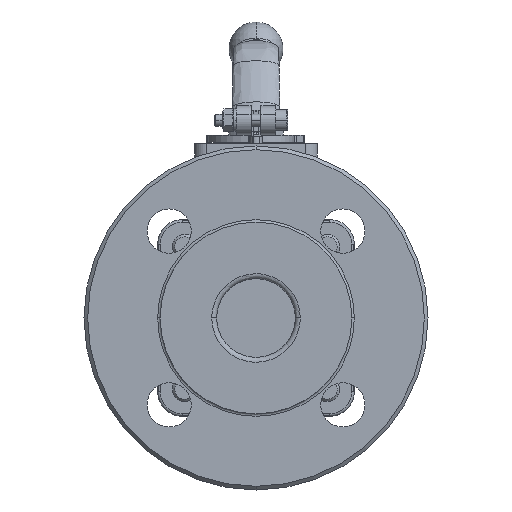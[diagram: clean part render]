
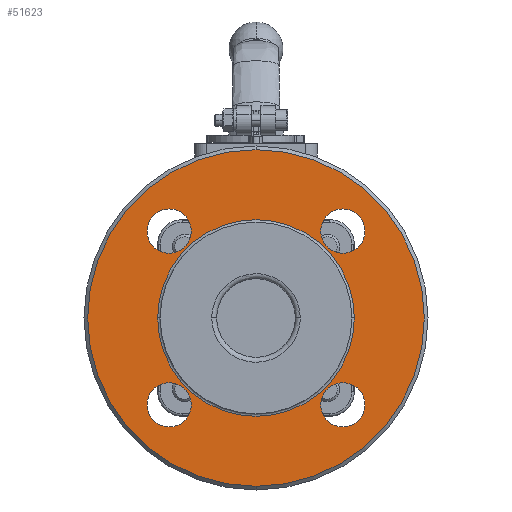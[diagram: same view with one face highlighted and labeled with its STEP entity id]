
A CAD part, left-side view. The second image highlights one B-rep face of the part: STEP entity #51623.
In plain terms, the highlighted planar face has unit normal (-1, 0, 0).
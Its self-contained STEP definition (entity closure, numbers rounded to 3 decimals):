
#27711=CARTESIAN_POINT('',(-47.,0.,68.5));
#27712=VERTEX_POINT('',#27711);
#27719=CARTESIAN_POINT('',(-47.,-0.,-68.5));
#27720=VERTEX_POINT('',#27719);
#27721=CARTESIAN_POINT('',(-47.,0.,0.));
#27722=DIRECTION('',(1.,0.,-0.));
#27723=DIRECTION('',(0.,0.,1.));
#27724=AXIS2_PLACEMENT_3D('',#27721,#27722,#27723);
#27725=CIRCLE('',#27724,68.5);
#27726=EDGE_CURVE('',#27712,#27720,#27725,.T.);
#28016=CARTESIAN_POINT('',(-47.,-26.355,35.355));
#28017=VERTEX_POINT('',#28016);
#28033=CARTESIAN_POINT('',(-47.,-44.355,35.355));
#28034=VERTEX_POINT('',#28033);
#28041=CARTESIAN_POINT('',(-47.,-35.355,35.355));
#28042=DIRECTION('',(1.,-0.,-0.));
#28043=DIRECTION('',(0.,1.,-0.));
#28044=AXIS2_PLACEMENT_3D('',#28041,#28042,#28043);
#28045=CIRCLE('',#28044,9.);
#28046=EDGE_CURVE('',#28017,#28034,#28045,.T.);
#28058=CARTESIAN_POINT('',(-47.,44.355,-35.355));
#28059=VERTEX_POINT('',#28058);
#28075=CARTESIAN_POINT('',(-47.,26.355,-35.355));
#28076=VERTEX_POINT('',#28075);
#28083=CARTESIAN_POINT('',(-47.,35.355,-35.355));
#28084=DIRECTION('',(1.,-0.,-0.));
#28085=DIRECTION('',(0.,1.,-0.));
#28086=AXIS2_PLACEMENT_3D('',#28083,#28084,#28085);
#28087=CIRCLE('',#28086,9.);
#28088=EDGE_CURVE('',#28059,#28076,#28087,.T.);
#28100=CARTESIAN_POINT('',(-47.,44.355,35.355));
#28101=VERTEX_POINT('',#28100);
#28117=CARTESIAN_POINT('',(-47.,26.355,35.355));
#28118=VERTEX_POINT('',#28117);
#28125=CARTESIAN_POINT('',(-47.,35.355,35.355));
#28126=DIRECTION('',(1.,-0.,-0.));
#28127=DIRECTION('',(0.,1.,-0.));
#28128=AXIS2_PLACEMENT_3D('',#28125,#28126,#28127);
#28129=CIRCLE('',#28128,9.);
#28130=EDGE_CURVE('',#28101,#28118,#28129,.T.);
#28142=CARTESIAN_POINT('',(-47.,-26.355,-35.355));
#28143=VERTEX_POINT('',#28142);
#28159=CARTESIAN_POINT('',(-47.,-44.355,-35.355));
#28160=VERTEX_POINT('',#28159);
#28167=CARTESIAN_POINT('',(-47.,-35.355,-35.355));
#28168=DIRECTION('',(1.,-0.,-0.));
#28169=DIRECTION('',(0.,1.,-0.));
#28170=AXIS2_PLACEMENT_3D('',#28167,#28168,#28169);
#28171=CIRCLE('',#28170,9.);
#28172=EDGE_CURVE('',#28143,#28160,#28171,.T.);
#31510=CARTESIAN_POINT('',(-47.,40.,-0.));
#31511=VERTEX_POINT('',#31510);
#31527=CARTESIAN_POINT('',(-47.,-40.,0.));
#31528=VERTEX_POINT('',#31527);
#31536=CARTESIAN_POINT('',(-47.,0.,0.));
#31537=DIRECTION('',(-1.,-0.,-0.));
#31538=DIRECTION('',(0.,1.,-0.));
#31539=AXIS2_PLACEMENT_3D('',#31536,#31537,#31538);
#31540=CIRCLE('',#31539,40.);
#31541=EDGE_CURVE('',#31528,#31511,#31540,.T.);
#51532=CARTESIAN_POINT('',(-47.,0.,0.));
#51533=DIRECTION('',(-1.,-0.,-0.));
#51534=DIRECTION('',(0.,1.,-0.));
#51535=AXIS2_PLACEMENT_3D('',#51532,#51533,#51534);
#51536=CIRCLE('',#51535,40.);
#51537=EDGE_CURVE('',#31511,#31528,#51536,.T.);
#51564=CARTESIAN_POINT('',(-47.,0.,53.75));
#51565=DIRECTION('',(-1.,0.,0.));
#51566=DIRECTION('',(0.,-1.,0.));
#51567=AXIS2_PLACEMENT_3D('',#51564,#51565,#51566);
#51568=PLANE('',#51567);
#51569=CARTESIAN_POINT('',(-47.,0.,0.));
#51570=DIRECTION('',(1.,0.,-0.));
#51571=DIRECTION('',(0.,0.,1.));
#51572=AXIS2_PLACEMENT_3D('',#51569,#51570,#51571);
#51573=CIRCLE('',#51572,68.5);
#51574=EDGE_CURVE('',#27720,#27712,#51573,.T.);
#51575=ORIENTED_EDGE('',*,*,#51574,.F.);
#51576=ORIENTED_EDGE('',*,*,#27726,.F.);
#51577=EDGE_LOOP('',(#51575,#51576));
#51578=FACE_BOUND('',#51577,.T.);
#51579=CARTESIAN_POINT('',(-47.,-35.355,35.355));
#51580=DIRECTION('',(1.,-0.,-0.));
#51581=DIRECTION('',(0.,1.,-0.));
#51582=AXIS2_PLACEMENT_3D('',#51579,#51580,#51581);
#51583=CIRCLE('',#51582,9.);
#51584=EDGE_CURVE('',#28034,#28017,#51583,.T.);
#51585=ORIENTED_EDGE('',*,*,#51584,.T.);
#51586=ORIENTED_EDGE('',*,*,#28046,.T.);
#51587=EDGE_LOOP('',(#51585,#51586));
#51588=FACE_BOUND('',#51587,.T.);
#51589=CARTESIAN_POINT('',(-47.,35.355,-35.355));
#51590=DIRECTION('',(1.,-0.,-0.));
#51591=DIRECTION('',(0.,1.,-0.));
#51592=AXIS2_PLACEMENT_3D('',#51589,#51590,#51591);
#51593=CIRCLE('',#51592,9.);
#51594=EDGE_CURVE('',#28076,#28059,#51593,.T.);
#51595=ORIENTED_EDGE('',*,*,#51594,.T.);
#51596=ORIENTED_EDGE('',*,*,#28088,.T.);
#51597=EDGE_LOOP('',(#51595,#51596));
#51598=FACE_BOUND('',#51597,.T.);
#51599=CARTESIAN_POINT('',(-47.,35.355,35.355));
#51600=DIRECTION('',(1.,-0.,-0.));
#51601=DIRECTION('',(0.,1.,-0.));
#51602=AXIS2_PLACEMENT_3D('',#51599,#51600,#51601);
#51603=CIRCLE('',#51602,9.);
#51604=EDGE_CURVE('',#28118,#28101,#51603,.T.);
#51605=ORIENTED_EDGE('',*,*,#51604,.T.);
#51606=ORIENTED_EDGE('',*,*,#28130,.T.);
#51607=EDGE_LOOP('',(#51605,#51606));
#51608=FACE_BOUND('',#51607,.T.);
#51609=CARTESIAN_POINT('',(-47.,-35.355,-35.355));
#51610=DIRECTION('',(1.,-0.,-0.));
#51611=DIRECTION('',(0.,1.,-0.));
#51612=AXIS2_PLACEMENT_3D('',#51609,#51610,#51611);
#51613=CIRCLE('',#51612,9.);
#51614=EDGE_CURVE('',#28160,#28143,#51613,.T.);
#51615=ORIENTED_EDGE('',*,*,#51614,.T.);
#51616=ORIENTED_EDGE('',*,*,#28172,.T.);
#51617=EDGE_LOOP('',(#51615,#51616));
#51618=FACE_BOUND('',#51617,.T.);
#51619=ORIENTED_EDGE('',*,*,#31541,.F.);
#51620=ORIENTED_EDGE('',*,*,#51537,.F.);
#51621=EDGE_LOOP('',(#51619,#51620));
#51622=FACE_BOUND('',#51621,.T.);
#51623=ADVANCED_FACE('',(#51578,#51588,#51598,#51608,#51618,#51622),#51568,.T.);
